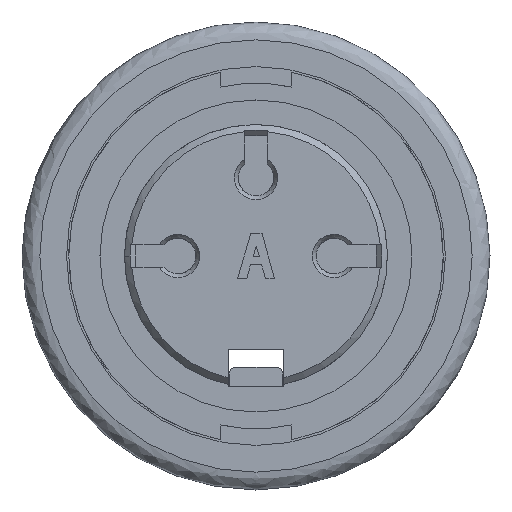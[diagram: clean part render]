
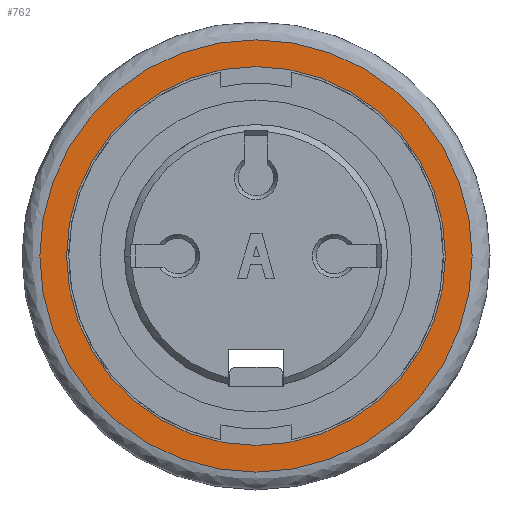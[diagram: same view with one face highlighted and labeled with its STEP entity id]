
A CAD part, front view. The second image highlights one B-rep face of the part: STEP entity #762.
In plain terms, the highlighted planar face has unit normal (0, -1, 0).
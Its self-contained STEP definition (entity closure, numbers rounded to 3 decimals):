
#349=FACE_BOUND('',#1764,.T.);
#350=FACE_BOUND('',#1765,.T.);
#762=ADVANCED_FACE('3-0-177',(#349,#350),#1033,.T.);
#1033=PLANE('',#8923);
#1764=EDGE_LOOP('',(#4201));
#1765=EDGE_LOOP('',(#4202));
#2629=CIRCLE('',#8921,9.7);
#2630=CIRCLE('',#8922,8.5);
#4201=ORIENTED_EDGE('',*,*,#7177,.T.);
#4202=ORIENTED_EDGE('',*,*,#7176,.T.);
#6071=VERTEX_POINT('',#39438);
#6072=VERTEX_POINT('',#39461);
#7176=EDGE_CURVE('',#6071,#6071,#2629,.T.);
#7177=EDGE_CURVE('',#6072,#6072,#2630,.T.);
#8921=AXIS2_PLACEMENT_3D('',#39437,#10153,#10154);
#8922=AXIS2_PLACEMENT_3D('',#39460,#10155,#10156);
#8923=AXIS2_PLACEMENT_3D('',#39462,#10157,#10158);
#10153=DIRECTION('',(0.,-1.,0.));
#10154=DIRECTION('',(0.,0.,-1.));
#10155=DIRECTION('',(0.,1.,0.));
#10156=DIRECTION('',(0.,0.,-1.));
#10157=DIRECTION('',(0.,-1.,0.));
#10158=DIRECTION('',(0.,0.,-1.));
#39437=CARTESIAN_POINT('',(0.,-4.25,0.));
#39438=CARTESIAN_POINT('',(0.,-4.25,-9.7));
#39460=CARTESIAN_POINT('',(0.,-4.25,0.));
#39461=CARTESIAN_POINT('',(0.,-4.25,-8.5));
#39462=CARTESIAN_POINT('',(-10.67,-4.25,10.67));
